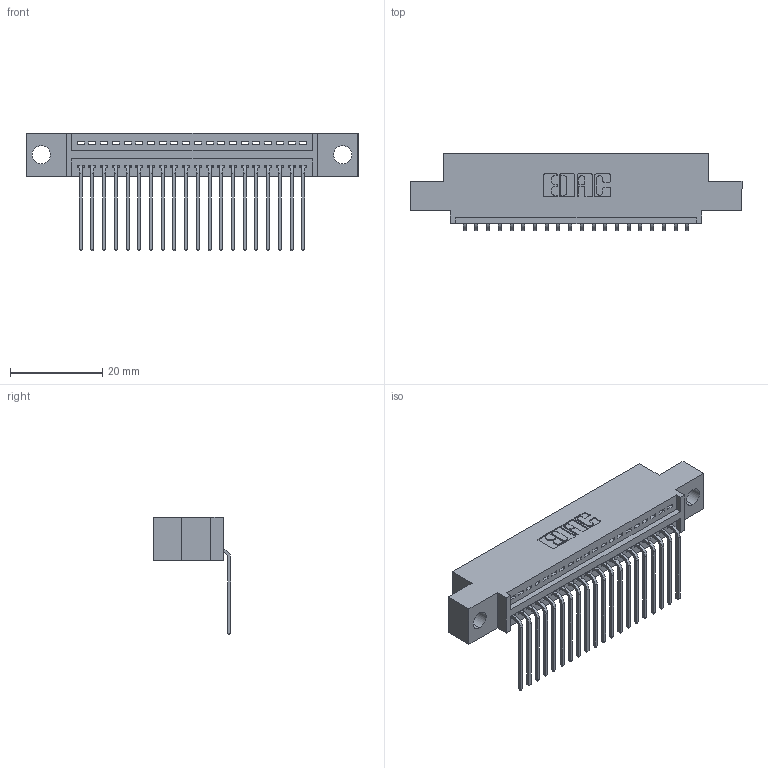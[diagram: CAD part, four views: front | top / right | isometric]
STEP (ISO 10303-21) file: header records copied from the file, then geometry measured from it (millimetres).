
FILE_DESCRIPTION (( 'STEP AP203' ), '1' );
FILE_NAME ('345-020-559-404.STEP', '2019-10-04T21:24:35', ( '' ), ( '' ), 'SwSTEP 2.0', 'SolidWorks 2016', '' );
FILE_SCHEMA (( 'CONFIG_CONTROL_DESIGN' ));
Length unit declared in the file: inch
Products named in the file (3): 345-292-001_558 559 Tail - 1; 345-020-559-404; 345 Part_0.110 Offset - 0.156 Dia-TH
Assembly tree (21 placements, depth 2):
  345-020-559-404
    345 Part_0.110 Offset - 0.156 Dia-TH
    345-292-001_558 559 Tail - 1  x20
Bounding box: 72.01 x 16.75 x 25.53 mm (x, y, z)
Volume: 6564.7 mm3; surface area: 8707.1 mm2
Topology: 21 solids, 21 shells, 1330 faces, 3993 edges, 2634 vertices
Faces by surface type: plane 924, cylinder 406
Entity records: 18233 total; most frequent: CARTESIAN_POINT 3168, ORIENTED_EDGE 3122, DIRECTION 2797, EDGE_CURVE 1561, VECTOR 1349, LINE 1349, VERTEX_POINT 1038, AXIS2_PLACEMENT_3D 724
